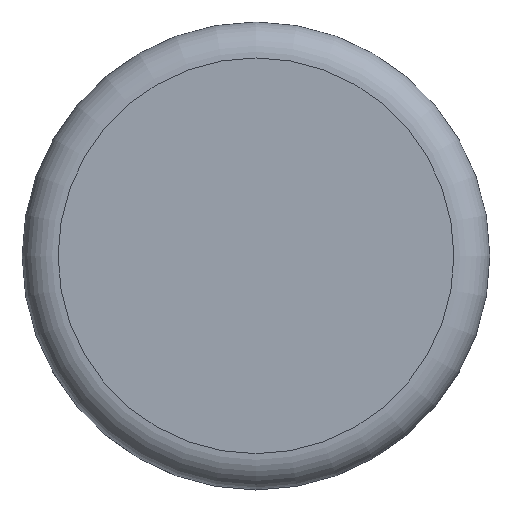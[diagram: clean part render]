
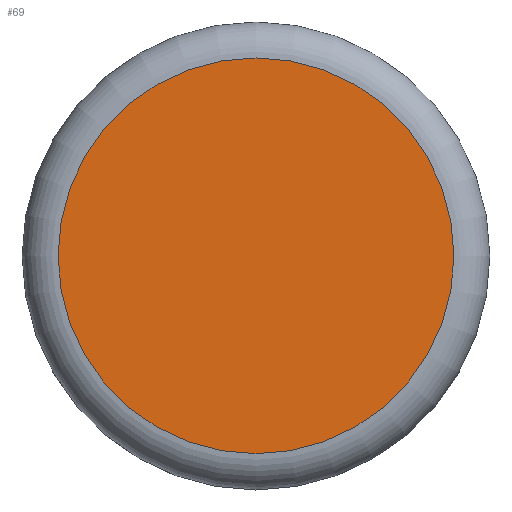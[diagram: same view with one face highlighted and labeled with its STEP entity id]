
A CAD part, top view. The second image highlights one B-rep face of the part: STEP entity #69.
In plain terms, the highlighted planar face has unit normal (0, 0, 1).
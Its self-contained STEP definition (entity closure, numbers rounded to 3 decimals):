
#69 = ADVANCED_FACE( '', ( #148 ), #149, .F. );
#148 = FACE_OUTER_BOUND( '', #221, .T. );
#149 = PLANE( '', #222 );
#221 = EDGE_LOOP( '', ( #316 ) );
#222 = AXIS2_PLACEMENT_3D( '', #317, #318, #319 );
#316 = ORIENTED_EDGE( '', *, *, #356, .T. );
#317 = CARTESIAN_POINT( '', ( 6.5, 0., 16. ) );
#318 = DIRECTION( '', ( 0., 0., -1. ) );
#319 = DIRECTION( '', ( -1., 0., 0. ) );
#356 = EDGE_CURVE( '', #403, #403, #404, .F. );
#403 = VERTEX_POINT( '', #452 );
#404 = CIRCLE( '', #453, 5.5 );
#452 = CARTESIAN_POINT( '', ( -5.5, 0., 16. ) );
#453 = AXIS2_PLACEMENT_3D( '', #504, #505, #506 );
#504 = CARTESIAN_POINT( '', ( 0., 0., 16. ) );
#505 = DIRECTION( '', ( 0., 0., -1. ) );
#506 = DIRECTION( '', ( -1., 0., 0. ) );
